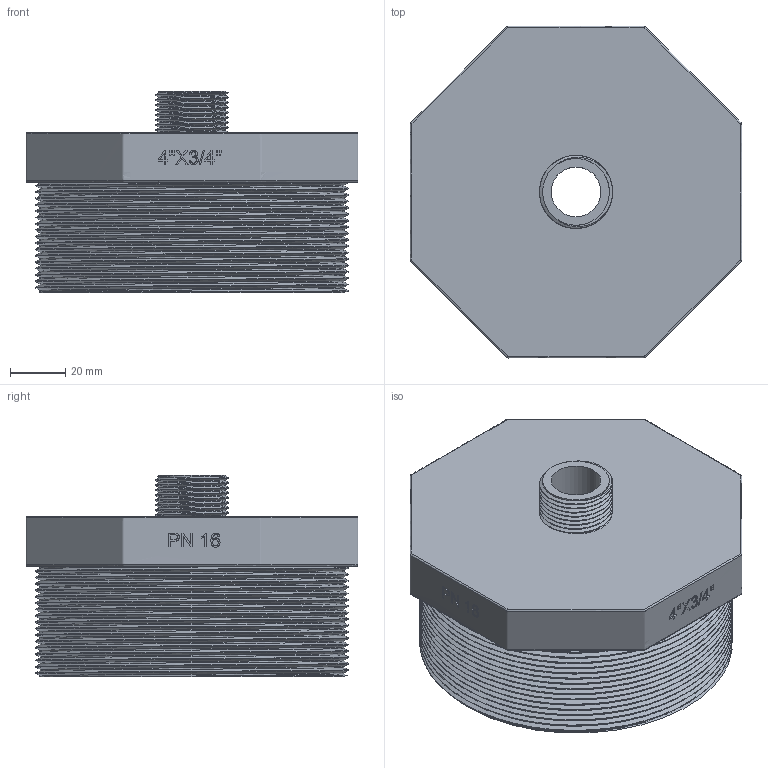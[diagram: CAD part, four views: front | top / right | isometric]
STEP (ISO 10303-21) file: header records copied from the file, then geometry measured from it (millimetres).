
FILE_DESCRIPTION(/* description */ (''),/* implementation_level */ '2;1');
FILE_NAME(/* name */ '434.stp',/* time_stamp */ '2026-02-11T15:03:39+08:00',/* author */ (''),/* organization */ (''),/* preprocessor_version */ 'ST-DEVELOPER v16',/* originating_system */ 'SIEMENS PLM Software NX 10.0',/* authorisation */ '');
FILE_SCHEMA (('AUTOMOTIVE_DESIGN { 1 0 10303 214 3 1 1 1 }'));
Length unit declared in the file: millimetre
Products named in the file (1): gelv2AA8464Ea4wt
Bounding box: 120.02 x 120.03 x 73 mm (x, y, z)
Volume: 292346.7 mm3; surface area: 72430.3 mm2
Topology: 1 solids, 1 shells, 301 faces, 798 edges, 532 vertices
Faces by surface type: plane 168, extrusion 90, cylinder 37, bspline 6
Full cylindrical faces by diameter (mm): 2.9 x1, 3.6 x1, 18 x1, 24.117 x8, 90 x1, 110.072 x17
Entity records: 17889 total; most frequent: CARTESIAN_POINT 12003, ORIENTED_EDGE 1420, DIRECTION 732, EDGE_CURVE 710, B_SPLINE_CURVE_WITH_KNOTS 537, VERTEX_POINT 478, VECTOR 322, EDGE_LOOP 320
